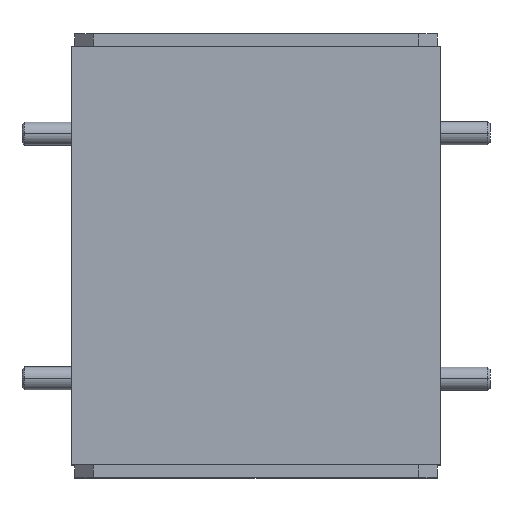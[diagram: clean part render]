
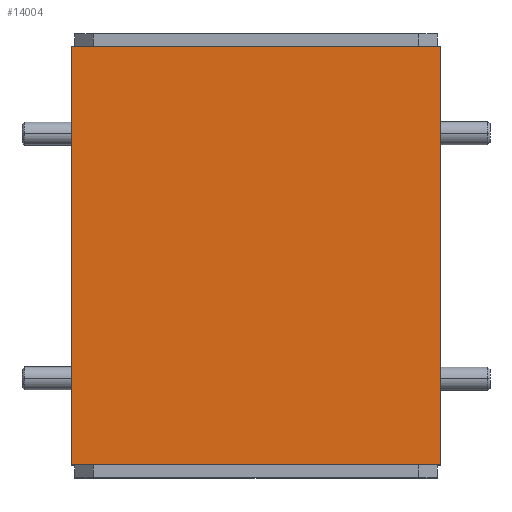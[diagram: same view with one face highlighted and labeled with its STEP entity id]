
A CAD part, top view. The second image highlights one B-rep face of the part: STEP entity #14004.
In plain terms, the highlighted planar face has unit normal (0, 0, 1).
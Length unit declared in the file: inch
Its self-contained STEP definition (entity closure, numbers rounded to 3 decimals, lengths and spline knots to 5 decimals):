
#306 = LINE ( 'NONE', #9917, #13461 ) ;
#336 = EDGE_CURVE ( 'NONE', #11589, #4137, #12545, .T. ) ;
#430 = LINE ( 'NONE', #5205, #9836 ) ;
#1029 = CARTESIAN_POINT ( 'NONE',  ( 0.5, 0.565, 0.5825 ) ) ;
#1102 = VECTOR ( 'NONE', #3426, 39.37008 ) ;
#3426 = DIRECTION ( 'NONE',  ( 0., -1., 0. ) ) ;
#3572 = LINE ( 'NONE', #14203, #1102 ) ;
#3619 = DIRECTION ( 'NONE',  ( 0., -1., 0. ) ) ;
#3885 = DIRECTION ( 'NONE',  ( 1., 0., 0. ) ) ;
#4137 = VERTEX_POINT ( 'NONE', #1029 ) ;
#4273 = CARTESIAN_POINT ( 'NONE',  ( -0.5, 0.565, 0.5825 ) ) ;
#4463 = ORIENTED_EDGE ( 'NONE', *, *, #336, .F. ) ;
#5205 = CARTESIAN_POINT ( 'NONE',  ( 0.5, 0.565, 0.5825 ) ) ;
#5810 = CARTESIAN_POINT ( 'NONE',  ( -0.5, 0.565, 0.5825 ) ) ;
#6151 = ORIENTED_EDGE ( 'NONE', *, *, #14852, .T. ) ;
#6502 = EDGE_CURVE ( 'NONE', #11589, #12326, #3572, .T. ) ;
#6609 = VECTOR ( 'NONE', #14737, 39.37008 ) ;
#6627 = EDGE_LOOP ( 'NONE', ( #6151, #13342, #4463, #14075 ) ) ;
#6938 = FACE_OUTER_BOUND ( 'NONE', #6627, .T. ) ;
#7447 = CARTESIAN_POINT ( 'NONE',  ( 0.5, -0.565, 0.5825 ) ) ;
#7717 = EDGE_CURVE ( 'NONE', #4137, #8766, #430, .T. ) ;
#8766 = VERTEX_POINT ( 'NONE', #7447 ) ;
#9836 = VECTOR ( 'NONE', #3619, 39.37008 ) ;
#9917 = CARTESIAN_POINT ( 'NONE',  ( -0.5, -0.565, 0.5825 ) ) ;
#11589 = VERTEX_POINT ( 'NONE', #14901 ) ;
#12326 = VERTEX_POINT ( 'NONE', #14126 ) ;
#12545 = LINE ( 'NONE', #4273, #6609 ) ;
#12759 = DIRECTION ( 'NONE',  ( 0., 0., -1. ) ) ;
#12913 = DIRECTION ( 'NONE',  ( -1., 0., 0. ) ) ;
#13342 = ORIENTED_EDGE ( 'NONE', *, *, #7717, .F. ) ;
#13461 = VECTOR ( 'NONE', #3885, 39.37008 ) ;
#13673 = AXIS2_PLACEMENT_3D ( 'NONE', #5810, #12759, #12913 ) ;
#14004 = ADVANCED_FACE ( 'NONE', ( #6938 ), #14083, .F. ) ;
#14075 = ORIENTED_EDGE ( 'NONE', *, *, #6502, .T. ) ;
#14083 = PLANE ( 'NONE',  #13673 ) ;
#14126 = CARTESIAN_POINT ( 'NONE',  ( -0.5, -0.565, 0.5825 ) ) ;
#14203 = CARTESIAN_POINT ( 'NONE',  ( -0.5, 0.565, 0.5825 ) ) ;
#14737 = DIRECTION ( 'NONE',  ( 1., 0., 0. ) ) ;
#14852 = EDGE_CURVE ( 'NONE', #12326, #8766, #306, .T. ) ;
#14901 = CARTESIAN_POINT ( 'NONE',  ( -0.5, 0.565, 0.5825 ) ) ;
